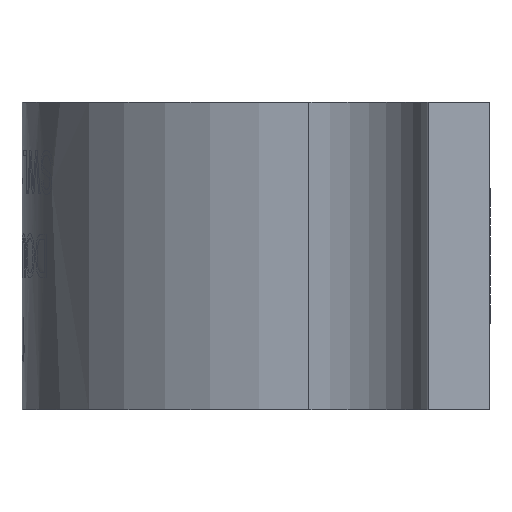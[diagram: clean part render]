
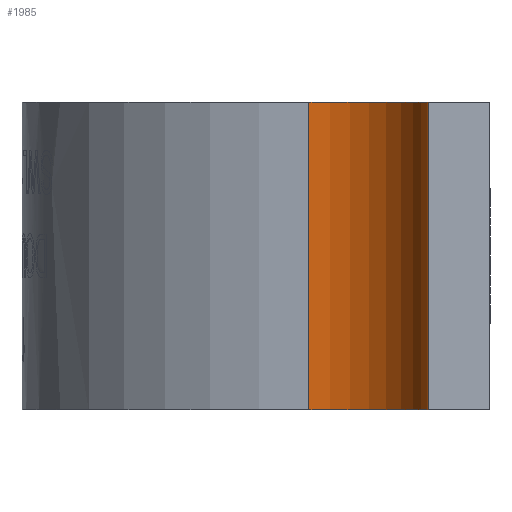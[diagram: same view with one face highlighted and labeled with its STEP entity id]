
A CAD part, left-side view. The second image highlights one B-rep face of the part: STEP entity #1985.
In plain terms, the highlighted cylindrical face has radius 10 mm (diameter 20 mm), a partial arc.
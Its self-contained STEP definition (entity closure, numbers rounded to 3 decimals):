
#374 = DIRECTION ( 'NONE',  ( 0., 0., -1. ) ) ;
#381 = CIRCLE ( 'NONE', #3391, 10. ) ;
#384 = VERTEX_POINT ( 'NONE', #930 ) ;
#830 = CARTESIAN_POINT ( 'NONE',  ( -33.985, 5., 12.5 ) ) ;
#847 = DIRECTION ( 'NONE',  ( 0., 0., -1. ) ) ;
#930 = CARTESIAN_POINT ( 'NONE',  ( -33.985, 5., 12.5 ) ) ;
#947 = ORIENTED_EDGE ( 'NONE', *, *, #4060, .F. ) ;
#1084 = VERTEX_POINT ( 'NONE', #1197 ) ;
#1098 = AXIS2_PLACEMENT_3D ( 'NONE', #2536, #847, #1697 ) ;
#1197 = CARTESIAN_POINT ( 'NONE',  ( -23.99, 14.706, 12.5 ) ) ;
#1661 = CIRCLE ( 'NONE', #1680, 10. ) ;
#1680 = AXIS2_PLACEMENT_3D ( 'NONE', #3431, #374, #3830 ) ;
#1697 = DIRECTION ( 'NONE',  ( -1., 0., 0. ) ) ;
#1985 = ADVANCED_FACE ( 'NONE', ( #3496 ), #3352, .F. ) ;
#2328 = CARTESIAN_POINT ( 'NONE',  ( -23.99, 14.706, -12.5 ) ) ;
#2525 = ORIENTED_EDGE ( 'NONE', *, *, #4768, .T. ) ;
#2536 = CARTESIAN_POINT ( 'NONE',  ( -33.985, 15., 12.5 ) ) ;
#2663 = VERTEX_POINT ( 'NONE', #2328 ) ;
#2756 = CARTESIAN_POINT ( 'NONE',  ( -33.985, 15., -12.5 ) ) ;
#2812 = DIRECTION ( 'NONE',  ( 1., 0., 0. ) ) ;
#3027 = DIRECTION ( 'NONE',  ( 0., 0., -1. ) ) ;
#3088 = EDGE_CURVE ( 'NONE', #384, #3374, #5063, .T. ) ;
#3159 = ORIENTED_EDGE ( 'NONE', *, *, #3914, .T. ) ;
#3352 = CYLINDRICAL_SURFACE ( 'NONE', #1098, 10. ) ;
#3374 = VERTEX_POINT ( 'NONE', #5563 ) ;
#3391 = AXIS2_PLACEMENT_3D ( 'NONE', #2756, #5002, #2812 ) ;
#3431 = CARTESIAN_POINT ( 'NONE',  ( -33.985, 15., 12.5 ) ) ;
#3496 = FACE_OUTER_BOUND ( 'NONE', #3895, .T. ) ;
#3757 = VECTOR ( 'NONE', #3855, 1000. ) ;
#3830 = DIRECTION ( 'NONE',  ( 1., 0., 0. ) ) ;
#3855 = DIRECTION ( 'NONE',  ( 0., 0., -1. ) ) ;
#3895 = EDGE_LOOP ( 'NONE', ( #3159, #4306, #947, #2525 ) ) ;
#3914 = EDGE_CURVE ( 'NONE', #2663, #3374, #381, .T. ) ;
#4060 = EDGE_CURVE ( 'NONE', #1084, #384, #1661, .T. ) ;
#4306 = ORIENTED_EDGE ( 'NONE', *, *, #3088, .F. ) ;
#4648 = VECTOR ( 'NONE', #3027, 1000. ) ;
#4768 = EDGE_CURVE ( 'NONE', #1084, #2663, #5600, .T. ) ;
#5002 = DIRECTION ( 'NONE',  ( 0., 0., -1. ) ) ;
#5063 = LINE ( 'NONE', #830, #3757 ) ;
#5563 = CARTESIAN_POINT ( 'NONE',  ( -33.985, 5., -12.5 ) ) ;
#5600 = LINE ( 'NONE', #5640, #4648 ) ;
#5640 = CARTESIAN_POINT ( 'NONE',  ( -23.99, 14.706, 12.5 ) ) ;
